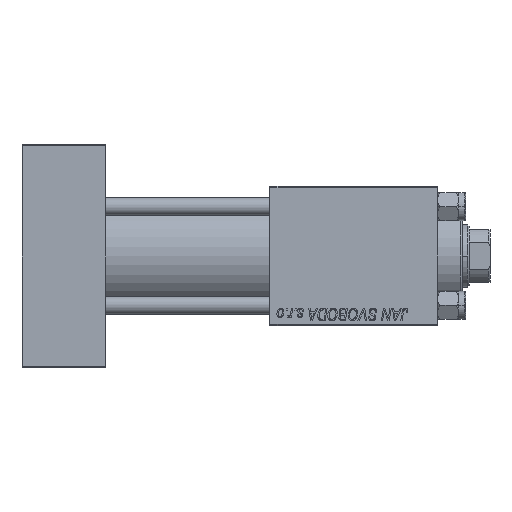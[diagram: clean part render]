
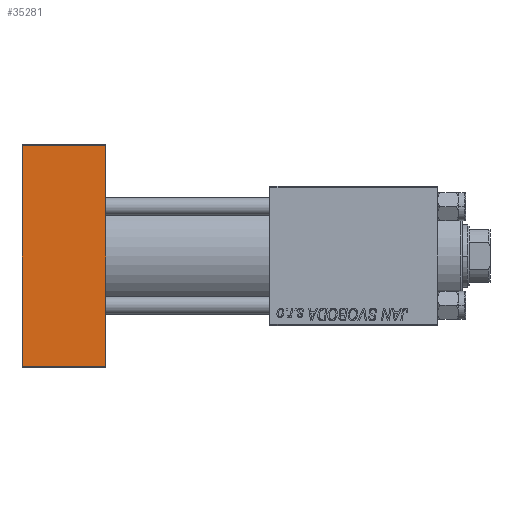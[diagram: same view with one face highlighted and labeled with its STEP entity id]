
A CAD part, front view. The second image highlights one B-rep face of the part: STEP entity #35281.
In plain terms, the highlighted planar face has unit normal (0, -1, 0).
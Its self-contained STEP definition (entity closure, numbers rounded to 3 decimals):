
#193 = VECTOR ( 'NONE', #7782, 1000. ) ;
#521 = CARTESIAN_POINT ( 'NONE',  ( 0., -20., 32. ) ) ;
#1076 = EDGE_LOOP ( 'NONE', ( #38507, #20176, #37194, #17950 ) ) ;
#2965 = AXIS2_PLACEMENT_3D ( 'NONE', #15294, #31409, #16284 ) ;
#3878 = CARTESIAN_POINT ( 'NONE',  ( 24., -20., 32. ) ) ;
#6424 = EDGE_CURVE ( 'NONE', #8870, #20391, #27513, .T. ) ;
#6661 = EDGE_CURVE ( 'NONE', #20391, #13584, #22443, .T. ) ;
#7453 = CARTESIAN_POINT ( 'NONE',  ( 24., -20., 31.5 ) ) ;
#7782 = DIRECTION ( 'NONE',  ( 1., 0., 0. ) ) ;
#8805 = CARTESIAN_POINT ( 'NONE',  ( 24., -20., -31.5 ) ) ;
#8870 = VERTEX_POINT ( 'NONE', #32294 ) ;
#11026 = VECTOR ( 'NONE', #38425, 1000. ) ;
#11700 = LINE ( 'NONE', #3878, #11026 ) ;
#12381 = EDGE_CURVE ( 'NONE', #13781, #8870, #41953, .T. ) ;
#13584 = VERTEX_POINT ( 'NONE', #8805 ) ;
#13781 = VERTEX_POINT ( 'NONE', #7453 ) ;
#15294 = CARTESIAN_POINT ( 'NONE',  ( 24., -20., 32. ) ) ;
#16284 = DIRECTION ( 'NONE',  ( 0., 0., 1. ) ) ;
#17950 = ORIENTED_EDGE ( 'NONE', *, *, #12381, .T. ) ;
#18014 = CARTESIAN_POINT ( 'NONE',  ( 24., -20., 31.5 ) ) ;
#20176 = ORIENTED_EDGE ( 'NONE', *, *, #6661, .T. ) ;
#20187 = DIRECTION ( 'NONE',  ( 0., 0., -1. ) ) ;
#20391 = VERTEX_POINT ( 'NONE', #31657 ) ;
#22443 = LINE ( 'NONE', #41836, #193 ) ;
#25347 = VECTOR ( 'NONE', #36237, 1000. ) ;
#27513 = LINE ( 'NONE', #521, #48492 ) ;
#31157 = PLANE ( 'NONE',  #2965 ) ;
#31409 = DIRECTION ( 'NONE',  ( 0., 1., 0. ) ) ;
#31657 = CARTESIAN_POINT ( 'NONE',  ( 0., -20., -31.5 ) ) ;
#32294 = CARTESIAN_POINT ( 'NONE',  ( 0., -20., 31.5 ) ) ;
#34704 = FACE_OUTER_BOUND ( 'NONE', #1076, .T. ) ;
#35281 = ADVANCED_FACE ( 'NONE', ( #34704 ), #31157, .F. ) ;
#35591 = EDGE_CURVE ( 'NONE', #13781, #13584, #11700, .T. ) ;
#36237 = DIRECTION ( 'NONE',  ( -1., 0., 0. ) ) ;
#37194 = ORIENTED_EDGE ( 'NONE', *, *, #35591, .F. ) ;
#38425 = DIRECTION ( 'NONE',  ( 0., 0., -1. ) ) ;
#38507 = ORIENTED_EDGE ( 'NONE', *, *, #6424, .T. ) ;
#41836 = CARTESIAN_POINT ( 'NONE',  ( 24., -20., -31.5 ) ) ;
#41953 = LINE ( 'NONE', #18014, #25347 ) ;
#48492 = VECTOR ( 'NONE', #20187, 1000. ) ;
